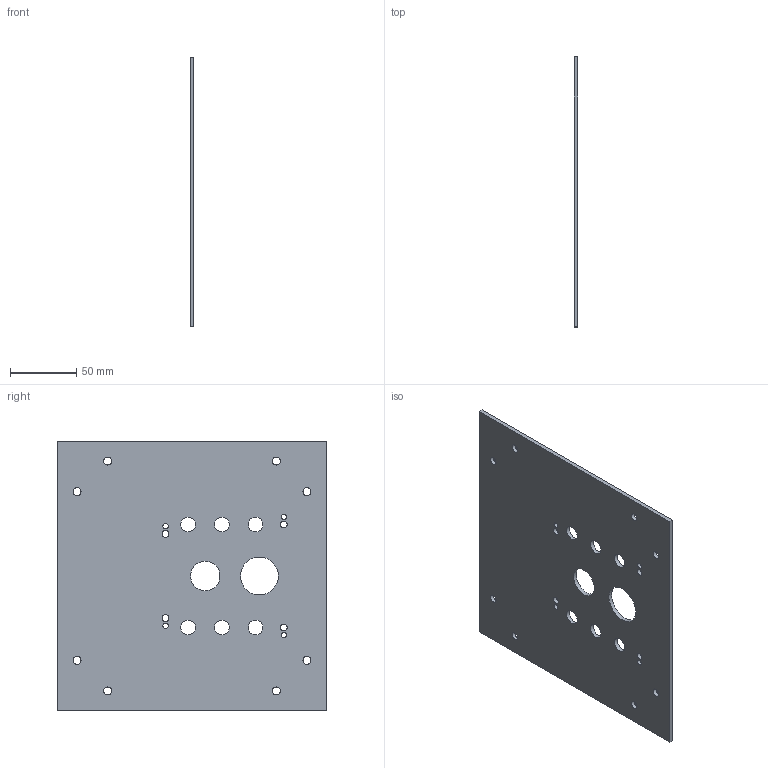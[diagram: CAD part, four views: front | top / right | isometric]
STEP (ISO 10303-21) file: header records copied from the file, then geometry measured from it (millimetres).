
FILE_DESCRIPTION((''),'2;1');
FILE_NAME('Custom GearBox Mount.stp','2013-01-21T00:30:48',('carneeki'),(''),'Autodesk Inventor 2013','Autodesk Inventor 2013','');
FILE_SCHEMA(('AUTOMOTIVE_DESIGN { 1 0 10303 214 1 1 1 1 }'));
Length unit declared in the file: millimetre
Products named in the file (1): Custom GearBox Mount
Bounding box: 3 x 203.2 x 203.2 mm (x, y, z)
Volume: 117955.4 mm3; surface area: 82981.5 mm2
Topology: 1 solids, 1 shells, 30 faces, 84 edges, 56 vertices
Faces by surface type: cylinder 24, plane 6
Full cylindrical faces by diameter (mm): 4.089 x4, 5.105 x4, 6 x8, 11.112 x1, 11.113 x5, 22.225 x1, 28.575 x1
Entity records: 998 total; most frequent: DIRECTION 170, CARTESIAN_POINT 147, ORIENTED_EDGE 120, EDGE_LOOP 102, AXIS2_PLACEMENT_3D 79, FACE_BOUND 72, EDGE_CURVE 60, VERTEX_POINT 56
